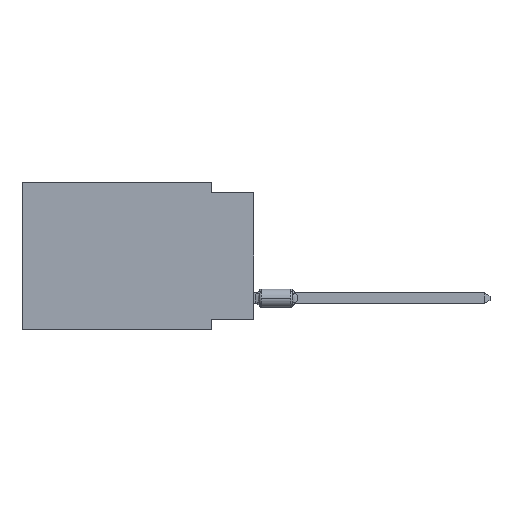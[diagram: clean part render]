
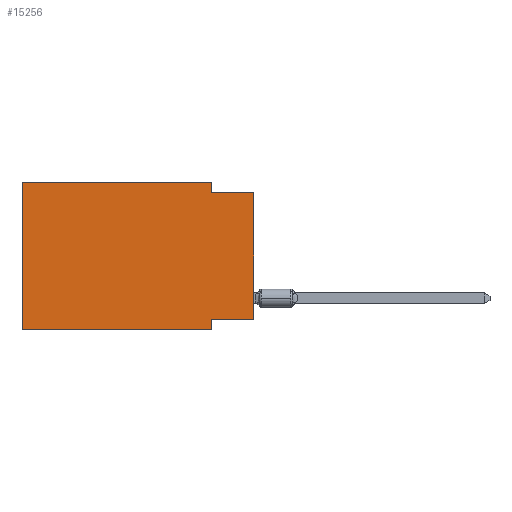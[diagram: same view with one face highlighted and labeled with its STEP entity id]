
A CAD part, left-side view. The second image highlights one B-rep face of the part: STEP entity #15256.
In plain terms, the highlighted planar face has unit normal (-1, 0, 0).
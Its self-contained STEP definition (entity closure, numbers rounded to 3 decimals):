
#324 = DIRECTION ( 'NONE',  ( 0., 0., -1. ) ) ;
#1125 = ORIENTED_EDGE ( 'NONE', *, *, #16052, .F. ) ;
#1447 = EDGE_CURVE ( 'NONE', #9747, #13788, #8545, .T. ) ;
#1599 = LINE ( 'NONE', #15465, #9829 ) ;
#1606 = CARTESIAN_POINT ( 'NONE',  ( 0., 2.54, 0. ) ) ;
#1918 = ORIENTED_EDGE ( 'NONE', *, *, #14033, .F. ) ;
#2107 = CARTESIAN_POINT ( 'NONE',  ( 0., 13.97, -8.89 ) ) ;
#2292 = CARTESIAN_POINT ( 'NONE',  ( 0., 0., -0.635 ) ) ;
#2410 = VECTOR ( 'NONE', #7212, 1000. ) ;
#2809 = CARTESIAN_POINT ( 'NONE',  ( 0., 0., -8.255 ) ) ;
#3071 = CARTESIAN_POINT ( 'NONE',  ( 0., 2.54, -8.255 ) ) ;
#3489 = ORIENTED_EDGE ( 'NONE', *, *, #6581, .T. ) ;
#3849 = VECTOR ( 'NONE', #11590, 1000. ) ;
#3886 = VECTOR ( 'NONE', #13742, 1000. ) ;
#4007 = LINE ( 'NONE', #1606, #3849 ) ;
#4098 = VECTOR ( 'NONE', #8246, 1000. ) ;
#4162 = DIRECTION ( 'NONE',  ( 0., 0., -1. ) ) ;
#4251 = ORIENTED_EDGE ( 'NONE', *, *, #4888, .T. ) ;
#4260 = CARTESIAN_POINT ( 'NONE',  ( 0., 2.54, -8.89 ) ) ;
#4289 = DIRECTION ( 'NONE',  ( 1., 0., 0. ) ) ;
#4334 = VECTOR ( 'NONE', #15672, 1000. ) ;
#4487 = EDGE_CURVE ( 'NONE', #10497, #4967, #7999, .T. ) ;
#4719 = ORIENTED_EDGE ( 'NONE', *, *, #14982, .F. ) ;
#4888 = EDGE_CURVE ( 'NONE', #8712, #4967, #10461, .T. ) ;
#4967 = VERTEX_POINT ( 'NONE', #2292 ) ;
#5110 = CARTESIAN_POINT ( 'NONE',  ( 0., 2.54, 0. ) ) ;
#5273 = FACE_OUTER_BOUND ( 'NONE', #11407, .T. ) ;
#5597 = DIRECTION ( 'NONE',  ( 0., 0., 1. ) ) ;
#5682 = AXIS2_PLACEMENT_3D ( 'NONE', #6760, #4289, #324 ) ;
#5859 = LINE ( 'NONE', #6103, #4098 ) ;
#6103 = CARTESIAN_POINT ( 'NONE',  ( 0., 13.97, 0. ) ) ;
#6581 = EDGE_CURVE ( 'NONE', #13354, #12854, #12255, .T. ) ;
#6760 = CARTESIAN_POINT ( 'NONE',  ( 0., 13.97, 0. ) ) ;
#7212 = DIRECTION ( 'NONE',  ( 0., -1., 0. ) ) ;
#7268 = VERTEX_POINT ( 'NONE', #3071 ) ;
#7489 = ORIENTED_EDGE ( 'NONE', *, *, #1447, .F. ) ;
#7999 = LINE ( 'NONE', #14195, #10865 ) ;
#8065 = VECTOR ( 'NONE', #5597, 1000. ) ;
#8246 = DIRECTION ( 'NONE',  ( 0., 0., 1. ) ) ;
#8545 = LINE ( 'NONE', #16139, #3886 ) ;
#8712 = VERTEX_POINT ( 'NONE', #10733 ) ;
#9325 = EDGE_CURVE ( 'NONE', #7268, #12854, #1599, .T. ) ;
#9747 = VERTEX_POINT ( 'NONE', #14372 ) ;
#9829 = VECTOR ( 'NONE', #4162, 1000. ) ;
#10377 = CARTESIAN_POINT ( 'NONE',  ( 0., 0., 0. ) ) ;
#10461 = LINE ( 'NONE', #10377, #8065 ) ;
#10497 = VERTEX_POINT ( 'NONE', #11690 ) ;
#10733 = CARTESIAN_POINT ( 'NONE',  ( 0., 0., -8.255 ) ) ;
#10858 = ORIENTED_EDGE ( 'NONE', *, *, #4487, .F. ) ;
#10865 = VECTOR ( 'NONE', #11477, 1000. ) ;
#11407 = EDGE_LOOP ( 'NONE', ( #4251, #10858, #1125, #7489, #4719, #3489, #13601, #1918 ) ) ;
#11477 = DIRECTION ( 'NONE',  ( 0., -1., 0. ) ) ;
#11590 = DIRECTION ( 'NONE',  ( 0., 0., -1. ) ) ;
#11690 = CARTESIAN_POINT ( 'NONE',  ( 0., 2.54, -0.635 ) ) ;
#12233 = CARTESIAN_POINT ( 'NONE',  ( 0., 13.97, -8.89 ) ) ;
#12255 = LINE ( 'NONE', #2107, #2410 ) ;
#12788 = LINE ( 'NONE', #2809, #4334 ) ;
#12854 = VERTEX_POINT ( 'NONE', #4260 ) ;
#13354 = VERTEX_POINT ( 'NONE', #12233 ) ;
#13601 = ORIENTED_EDGE ( 'NONE', *, *, #9325, .F. ) ;
#13742 = DIRECTION ( 'NONE',  ( 0., -1., 0. ) ) ;
#13788 = VERTEX_POINT ( 'NONE', #5110 ) ;
#14033 = EDGE_CURVE ( 'NONE', #8712, #7268, #12788, .T. ) ;
#14195 = CARTESIAN_POINT ( 'NONE',  ( 0., 0., -0.635 ) ) ;
#14372 = CARTESIAN_POINT ( 'NONE',  ( 0., 13.97, 0. ) ) ;
#14982 = EDGE_CURVE ( 'NONE', #13354, #9747, #5859, .T. ) ;
#15256 = ADVANCED_FACE ( 'NONE', ( #5273 ), #15591, .F. ) ;
#15465 = CARTESIAN_POINT ( 'NONE',  ( 0., 2.54, -8.89 ) ) ;
#15591 = PLANE ( 'NONE',  #5682 ) ;
#15672 = DIRECTION ( 'NONE',  ( 0., 1., 0. ) ) ;
#16052 = EDGE_CURVE ( 'NONE', #13788, #10497, #4007, .T. ) ;
#16139 = CARTESIAN_POINT ( 'NONE',  ( 0., 13.97, 0. ) ) ;
